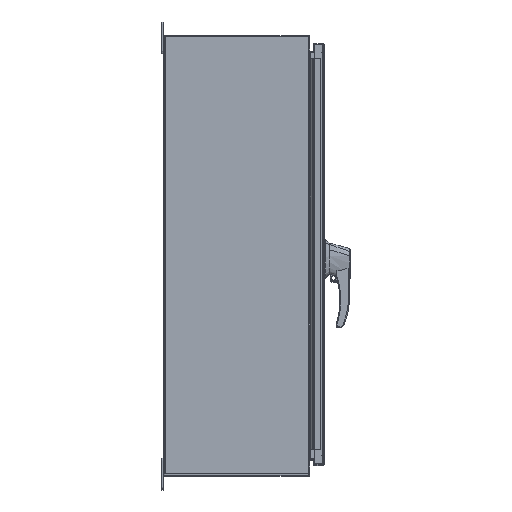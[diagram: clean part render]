
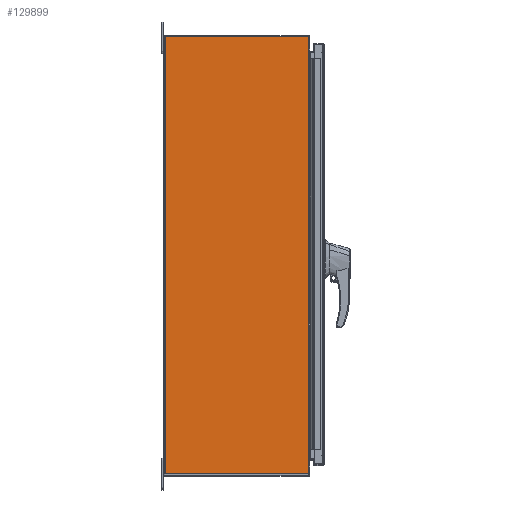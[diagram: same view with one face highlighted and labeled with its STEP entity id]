
A CAD part, top view. The second image highlights one B-rep face of the part: STEP entity #129899.
In plain terms, the highlighted face is planar.
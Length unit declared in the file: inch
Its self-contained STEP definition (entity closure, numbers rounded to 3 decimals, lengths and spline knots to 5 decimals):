
#444 = CARTESIAN_POINT ( 'NONE',  ( -30., -11.762, -16.625 ) ) ;
#2595 = CARTESIAN_POINT ( 'NONE',  ( -30., -11.762, -16.655 ) ) ;
#4032 = VERTEX_POINT ( 'NONE', #122838 ) ;
#8982 = VECTOR ( 'NONE', #31729, 39.37008 ) ;
#11713 = VERTEX_POINT ( 'NONE', #91810 ) ;
#12606 = ORIENTED_EDGE ( 'NONE', *, *, #46103, .F. ) ;
#13098 = LINE ( 'NONE', #58932, #145165 ) ;
#14890 = CARTESIAN_POINT ( 'NONE',  ( -30., -11.81, 17.905 ) ) ;
#17989 = FACE_OUTER_BOUND ( 'NONE', #133683, .T. ) ;
#19769 = DIRECTION ( 'NONE',  ( 0., 1., 0. ) ) ;
#20743 = ORIENTED_EDGE ( 'NONE', *, *, #80957, .T. ) ;
#21683 = DIRECTION ( 'NONE',  ( 0., -1., 0. ) ) ;
#23748 = ORIENTED_EDGE ( 'NONE', *, *, #146194, .T. ) ;
#23839 = LINE ( 'NONE', #74912, #97444 ) ;
#24081 = LINE ( 'NONE', #41335, #142999 ) ;
#24118 = VECTOR ( 'NONE', #21683, 39.37008 ) ;
#31467 = EDGE_CURVE ( 'NONE', #57607, #4032, #24081, .T. ) ;
#31729 = DIRECTION ( 'NONE',  ( 0., 0., 1. ) ) ;
#33866 = CARTESIAN_POINT ( 'NONE',  ( -30., -11.762, 16.655 ) ) ;
#35283 = ORIENTED_EDGE ( 'NONE', *, *, #133559, .F. ) ;
#36827 = ORIENTED_EDGE ( 'NONE', *, *, #108041, .F. ) ;
#39678 = VERTEX_POINT ( 'NONE', #63684 ) ;
#40006 = VERTEX_POINT ( 'NONE', #150630 ) ;
#41088 = LINE ( 'NONE', #45922, #24118 ) ;
#41335 = CARTESIAN_POINT ( 'NONE',  ( -30., -11.81, -17.905 ) ) ;
#42317 = LINE ( 'NONE', #84152, #129020 ) ;
#44582 = PLANE ( 'NONE',  #73845 ) ;
#45922 = CARTESIAN_POINT ( 'NONE',  ( -30., 0.095, 17.905 ) ) ;
#46103 = EDGE_CURVE ( 'NONE', #53955, #52563, #42317, .T. ) ;
#49171 = VERTEX_POINT ( 'NONE', #444 ) ;
#52563 = VERTEX_POINT ( 'NONE', #78843 ) ;
#52679 = VECTOR ( 'NONE', #150410, 39.37008 ) ;
#53955 = VERTEX_POINT ( 'NONE', #107443 ) ;
#55945 = CARTESIAN_POINT ( 'NONE',  ( -30., -11.762, -16.625 ) ) ;
#57607 = VERTEX_POINT ( 'NONE', #14890 ) ;
#58932 = CARTESIAN_POINT ( 'NONE',  ( -30., -11.762, -16.625 ) ) ;
#59402 = VERTEX_POINT ( 'NONE', #33866 ) ;
#60140 = CARTESIAN_POINT ( 'NONE',  ( -30., -11.762, -16.655 ) ) ;
#60227 = LINE ( 'NONE', #137155, #52679 ) ;
#60410 = VECTOR ( 'NONE', #63263, 39.37008 ) ;
#63263 = DIRECTION ( 'NONE',  ( 0., 0., 1. ) ) ;
#63684 = CARTESIAN_POINT ( 'NONE',  ( -30., -0.048, 17.905 ) ) ;
#67230 = VECTOR ( 'NONE', #109362, 39.37008 ) ;
#67911 = DIRECTION ( 'NONE',  ( 1., 0., 0. ) ) ;
#69885 = LINE ( 'NONE', #86439, #60410 ) ;
#70535 = VECTOR ( 'NONE', #149276, 39.37008 ) ;
#73845 = AXIS2_PLACEMENT_3D ( 'NONE', #78958, #67911, #19769 ) ;
#74912 = CARTESIAN_POINT ( 'NONE',  ( -30., -11.762, 16.655 ) ) ;
#76551 = LINE ( 'NONE', #134546, #67230 ) ;
#78843 = CARTESIAN_POINT ( 'NONE',  ( -30., -11.81, -17.905 ) ) ;
#78958 = CARTESIAN_POINT ( 'NONE',  ( -30., 0.0095, -17.905 ) ) ;
#80137 = ORIENTED_EDGE ( 'NONE', *, *, #94952, .T. ) ;
#80957 = EDGE_CURVE ( 'NONE', #40006, #59402, #13098, .T. ) ;
#84152 = CARTESIAN_POINT ( 'NONE',  ( -30., -11.81, -17.905 ) ) ;
#86439 = CARTESIAN_POINT ( 'NONE',  ( -30., -0.048, -17.905 ) ) ;
#90990 = ORIENTED_EDGE ( 'NONE', *, *, #31467, .F. ) ;
#91810 = CARTESIAN_POINT ( 'NONE',  ( -30., -0.048, -17.905 ) ) ;
#94952 = EDGE_CURVE ( 'NONE', #59402, #4032, #23839, .T. ) ;
#97444 = VECTOR ( 'NONE', #99196, 39.37008 ) ;
#99196 = DIRECTION ( 'NONE',  ( 0., -1., 0. ) ) ;
#102648 = LINE ( 'NONE', #2595, #70535 ) ;
#107443 = CARTESIAN_POINT ( 'NONE',  ( -30., -11.81, -16.655 ) ) ;
#108041 = EDGE_CURVE ( 'NONE', #52563, #11713, #60227, .T. ) ;
#109362 = DIRECTION ( 'NONE',  ( 0., 0., -1. ) ) ;
#111490 = ORIENTED_EDGE ( 'NONE', *, *, #121988, .F. ) ;
#121988 = EDGE_CURVE ( 'NONE', #11713, #39678, #69885, .T. ) ;
#122838 = CARTESIAN_POINT ( 'NONE',  ( -30., -11.81, 16.655 ) ) ;
#125711 = DIRECTION ( 'NONE',  ( 0., 0., -1. ) ) ;
#129020 = VECTOR ( 'NONE', #133626, 39.37008 ) ;
#129047 = EDGE_CURVE ( 'NONE', #39678, #57607, #41088, .T. ) ;
#129187 = VERTEX_POINT ( 'NONE', #60140 ) ;
#129899 = ADVANCED_FACE ( 'NONE', ( #17989 ), #44582, .F. ) ;
#130664 = ORIENTED_EDGE ( 'NONE', *, *, #142967, .T. ) ;
#133559 = EDGE_CURVE ( 'NONE', #40006, #49171, #76551, .T. ) ;
#133626 = DIRECTION ( 'NONE',  ( 0., 0., -1. ) ) ;
#133683 = EDGE_LOOP ( 'NONE', ( #80137, #90990, #148462, #111490, #36827, #12606, #23748, #130664, #35283, #20743 ) ) ;
#134546 = CARTESIAN_POINT ( 'NONE',  ( -30., -11.762, -17.905 ) ) ;
#137155 = CARTESIAN_POINT ( 'NONE',  ( -30., 0.095, -17.905 ) ) ;
#142967 = EDGE_CURVE ( 'NONE', #129187, #49171, #152488, .T. ) ;
#142999 = VECTOR ( 'NONE', #125711, 39.37008 ) ;
#145165 = VECTOR ( 'NONE', #145352, 39.37008 ) ;
#145352 = DIRECTION ( 'NONE',  ( 0., 0., 1. ) ) ;
#146194 = EDGE_CURVE ( 'NONE', #53955, #129187, #102648, .T. ) ;
#148462 = ORIENTED_EDGE ( 'NONE', *, *, #129047, .F. ) ;
#149276 = DIRECTION ( 'NONE',  ( 0., 1., 0. ) ) ;
#150410 = DIRECTION ( 'NONE',  ( 0., 1., 0. ) ) ;
#150630 = CARTESIAN_POINT ( 'NONE',  ( -30., -11.762, 16.625 ) ) ;
#152488 = LINE ( 'NONE', #55945, #8982 ) ;
